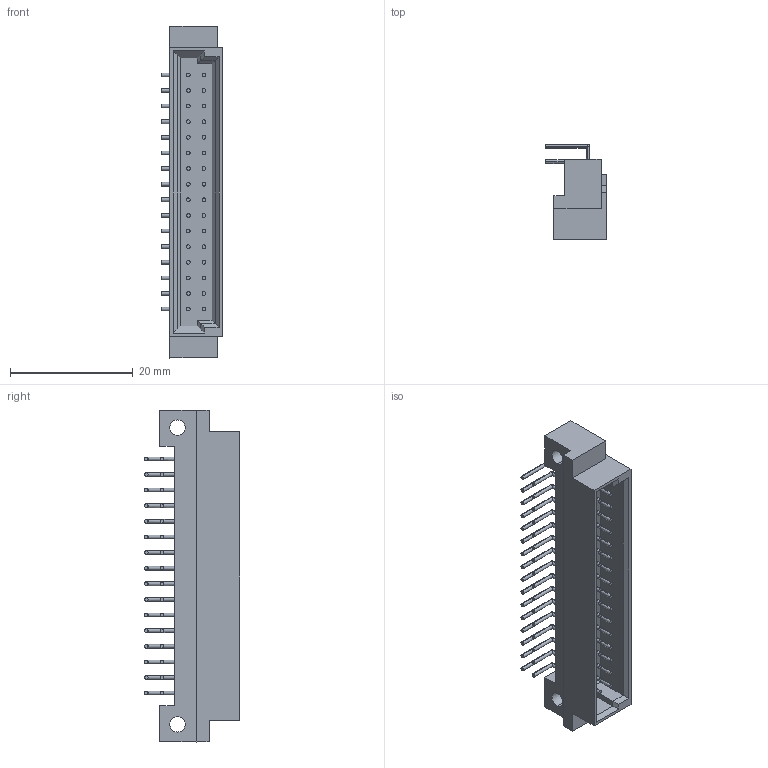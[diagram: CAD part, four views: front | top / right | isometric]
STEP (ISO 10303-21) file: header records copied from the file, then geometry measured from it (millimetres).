
FILE_DESCRIPTION(('STEP AP203'),'1');
FILE_NAME('13592.stp','2018-12-19T11:12:48',('TraceParts'),('TraceParts S.A.'),'Spatial InterOp 3D',' ',' ');
FILE_SCHEMA(('CONFIG_CONTROL_DESIGN'));
Length unit declared in the file: millimetre
Products named in the file (1): 1
Bounding box: 9.83 x 15.48 x 54 mm (x, y, z)
Volume: 2688.4 mm3; surface area: 3741.5 mm2
Topology: 1 solids, 1 shells, 339 faces, 736 edges, 400 vertices
Faces by surface type: cylinder 196, plane 111, sphere 32
Entity records: 9086 total; most frequent: CARTESIAN_POINT 1828, DIRECTION 1648, ORIENTED_EDGE 1344, EDGE_CURVE 672, AXIS2_PLACEMENT_3D 668, EDGE_LOOP 408, VERTEX_POINT 400, ADVANCED_FACE 339
